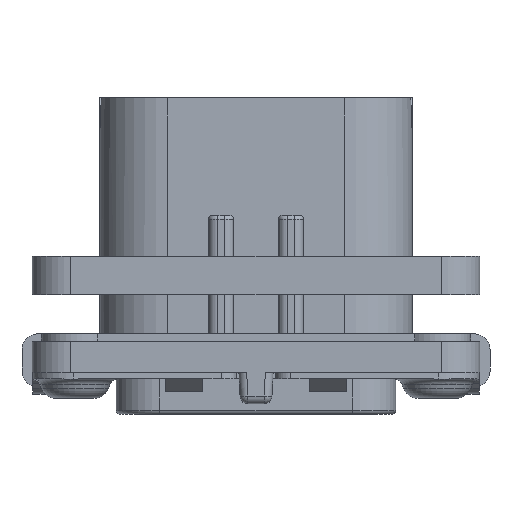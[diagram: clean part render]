
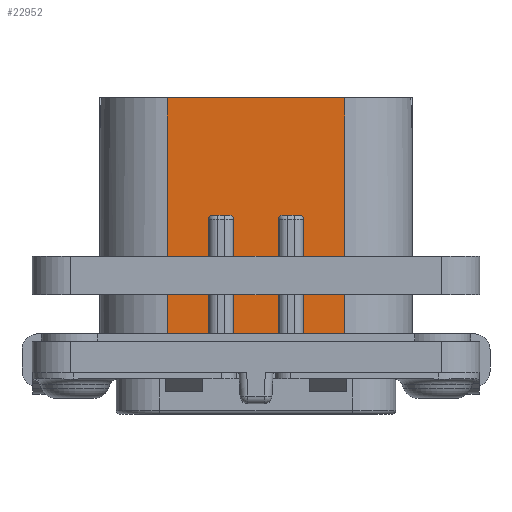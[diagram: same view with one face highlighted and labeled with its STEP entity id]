
A CAD part, front view. The second image highlights one B-rep face of the part: STEP entity #22952.
In plain terms, the highlighted planar face has unit normal (0, -1, 0).
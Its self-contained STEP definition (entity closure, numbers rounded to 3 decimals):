
#6=CARTESIAN_POINT('',(-1.69,-9.,9.87));
#7=DIRECTION('',(0.,1.,0.));
#8=DIRECTION('',(0.,0.,1.));
#9=AXIS2_PLACEMENT_3D('',#6,#7,#8);
#19=DIRECTION('',(0.,0.,1.));
#20=VECTOR('',#19,7.87);
#21=CARTESIAN_POINT('',(3.04,-9.,2.));
#22=LINE('',#21,#20);
#23=DIRECTION('',(1.,0.,0.));
#24=VECTOR('',#23,1.1);
#25=CARTESIAN_POINT('',(1.69,-9.,10.12));
#26=LINE('',#25,#24);
#27=DIRECTION('',(0.,0.,1.));
#28=VECTOR('',#27,7.87);
#29=CARTESIAN_POINT('',(1.44,-9.,2.));
#30=LINE('',#29,#28);
#31=DIRECTION('',(0.,0.,1.));
#32=VECTOR('',#31,7.87);
#33=CARTESIAN_POINT('',(-1.44,-9.,2.));
#34=LINE('',#33,#32);
#35=DIRECTION('',(1.,0.,0.));
#36=VECTOR('',#35,1.1);
#37=CARTESIAN_POINT('',(-2.79,-9.,10.12));
#38=LINE('',#37,#36);
#39=DIRECTION('',(0.,0.,1.));
#40=VECTOR('',#39,7.87);
#41=CARTESIAN_POINT('',(-3.04,-9.,2.));
#42=LINE('',#41,#40);
#43=DIRECTION('',(0.,0.,-1.));
#44=VECTOR('',#43,15.67);
#45=CARTESIAN_POINT('',(-5.7,-9.,17.67));
#46=LINE('',#45,#44);
#47=DIRECTION('',(0.,0.,-1.));
#48=VECTOR('',#47,15.67);
#49=CARTESIAN_POINT('',(5.7,-9.,17.67));
#50=LINE('',#49,#48);
#64=CARTESIAN_POINT('',(2.79,-9.,9.87));
#65=DIRECTION('',(0.,1.,0.));
#66=DIRECTION('',(0.,0.,1.));
#67=AXIS2_PLACEMENT_3D('',#64,#65,#66);
#106=CARTESIAN_POINT('',(1.69,-9.,9.87));
#107=DIRECTION('',(0.,1.,0.));
#108=DIRECTION('',(-1.,0.,0.));
#109=AXIS2_PLACEMENT_3D('',#106,#107,#108);
#193=DIRECTION('',(1.,0.,0.));
#194=VECTOR('',#193,2.66);
#195=CARTESIAN_POINT('',(3.04,-9.,2.));
#196=LINE('',#195,#194);
#337=DIRECTION('',(1.,0.,0.));
#338=VECTOR('',#337,11.4);
#339=CARTESIAN_POINT('',(-5.7,-9.,17.67));
#340=LINE('',#339,#338);
#9822=DIRECTION('',(1.,0.,0.));
#9823=VECTOR('',#9822,2.66);
#9824=CARTESIAN_POINT('',(-5.7,-9.,2.));
#9825=LINE('',#9824,#9823);
#9834=CARTESIAN_POINT('',(-2.79,-9.,9.87));
#9835=DIRECTION('',(0.,1.,0.));
#9836=DIRECTION('',(-1.,0.,0.));
#9837=AXIS2_PLACEMENT_3D('',#9834,#9835,#9836);
#9888=DIRECTION('',(1.,0.,0.));
#9889=VECTOR('',#9888,2.88);
#9890=CARTESIAN_POINT('',(-1.44,-9.,2.));
#9891=LINE('',#9890,#9889);
#18689=CARTESIAN_POINT('',(-5.7,-9.,17.67));
#18690=CARTESIAN_POINT('',(-5.7,-9.,2.));
#18691=VERTEX_POINT('',#18689);
#18692=VERTEX_POINT('',#18690);
#18693=CARTESIAN_POINT('',(5.7,-9.,17.67));
#18694=CARTESIAN_POINT('',(5.7,-9.,2.));
#18695=VERTEX_POINT('',#18693);
#18696=VERTEX_POINT('',#18694);
#18851=CARTESIAN_POINT('',(-3.04,-9.,2.));
#18852=VERTEX_POINT('',#18851);
#18853=CARTESIAN_POINT('',(-1.44,-9.,2.));
#18854=CARTESIAN_POINT('',(1.44,-9.,2.));
#18855=VERTEX_POINT('',#18853);
#18856=VERTEX_POINT('',#18854);
#18857=CARTESIAN_POINT('',(3.04,-9.,2.));
#18858=VERTEX_POINT('',#18857);
#21316=CARTESIAN_POINT('',(-1.44,-9.,9.87));
#21318=VERTEX_POINT('',#21316);
#21320=CARTESIAN_POINT('',(-1.69,-9.,10.12));
#21322=VERTEX_POINT('',#21320);
#21343=CARTESIAN_POINT('',(-2.79,-9.,10.12));
#21344=VERTEX_POINT('',#21343);
#21345=CARTESIAN_POINT('',(-3.04,-9.,9.87));
#21346=VERTEX_POINT('',#21345);
#21348=CARTESIAN_POINT('',(3.04,-9.,9.87));
#21350=VERTEX_POINT('',#21348);
#21352=CARTESIAN_POINT('',(2.79,-9.,10.12));
#21354=VERTEX_POINT('',#21352);
#21355=CARTESIAN_POINT('',(1.69,-9.,10.12));
#21357=VERTEX_POINT('',#21355);
#21359=CARTESIAN_POINT('',(1.44,-9.,9.87));
#21361=VERTEX_POINT('',#21359);
#22915=CARTESIAN_POINT('',(-10.05,-9.,2.));
#22916=DIRECTION('',(0.,-1.,0.));
#22917=DIRECTION('',(1.,0.,0.));
#22918=AXIS2_PLACEMENT_3D('',#22915,#22916,#22917);
#22919=PLANE('',#22918);
#22921=ORIENTED_EDGE('',*,*,#22920,.T.);
#22923=ORIENTED_EDGE('',*,*,#22922,.F.);
#22925=ORIENTED_EDGE('',*,*,#22924,.F.);
#22927=ORIENTED_EDGE('',*,*,#22926,.F.);
#22929=ORIENTED_EDGE('',*,*,#22928,.F.);
#22931=ORIENTED_EDGE('',*,*,#22930,.F.);
#22932=ORIENTED_EDGE('',*,*,#22906,.T.);
#22933=ORIENTED_EDGE('',*,*,#22895,.F.);
#22935=ORIENTED_EDGE('',*,*,#22934,.F.);
#22937=ORIENTED_EDGE('',*,*,#22936,.F.);
#22939=ORIENTED_EDGE('',*,*,#22938,.F.);
#22941=ORIENTED_EDGE('',*,*,#22940,.F.);
#22943=ORIENTED_EDGE('',*,*,#22942,.F.);
#22945=ORIENTED_EDGE('',*,*,#22944,.T.);
#22947=ORIENTED_EDGE('',*,*,#22946,.T.);
#22949=ORIENTED_EDGE('',*,*,#22948,.F.);
#22950=EDGE_LOOP('',(#22921,#22923,#22925,#22927,#22929,#22931,#22932,#22933,
#22935,#22937,#22939,#22941,#22943,#22945,#22947,#22949));
#22951=FACE_OUTER_BOUND('',#22950,.F.);
#22952=ADVANCED_FACE('',(#22951),#22919,.T.);
#10=CIRCLE('',#9,0.25);
#68=CIRCLE('',#67,0.25);
#110=CIRCLE('',#109,0.25);
#9838=CIRCLE('',#9837,0.25);
#22895=EDGE_CURVE('',#21322,#21318,#10,.T.);
#22906=EDGE_CURVE('',#18855,#21318,#34,.T.);
#22920=EDGE_CURVE('',#18858,#21350,#22,.T.);
#22922=EDGE_CURVE('',#21354,#21350,#68,.T.);
#22924=EDGE_CURVE('',#21357,#21354,#26,.T.);
#22926=EDGE_CURVE('',#21361,#21357,#110,.T.);
#22928=EDGE_CURVE('',#18856,#21361,#30,.T.);
#22930=EDGE_CURVE('',#18855,#18856,#9891,.T.);
#22934=EDGE_CURVE('',#21344,#21322,#38,.T.);
#22936=EDGE_CURVE('',#21346,#21344,#9838,.T.);
#22938=EDGE_CURVE('',#18852,#21346,#42,.T.);
#22940=EDGE_CURVE('',#18692,#18852,#9825,.T.);
#22942=EDGE_CURVE('',#18691,#18692,#46,.T.);
#22944=EDGE_CURVE('',#18691,#18695,#340,.T.);
#22946=EDGE_CURVE('',#18695,#18696,#50,.T.);
#22948=EDGE_CURVE('',#18858,#18696,#196,.T.);
